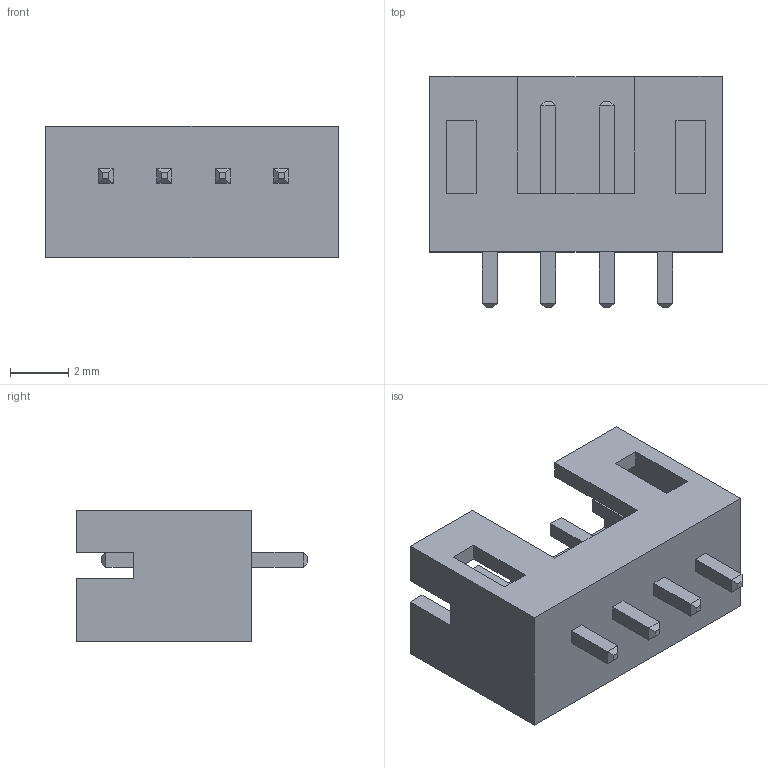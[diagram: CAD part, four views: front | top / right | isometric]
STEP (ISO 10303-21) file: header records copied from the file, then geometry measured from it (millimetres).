
FILE_DESCRIPTION (( 'STEP AP214' ), '1' );
FILE_NAME ('User Library-PCB HEADER (JST BxB-PH-K-S (VERTICAL)).STEP', '2018-07-11T00:44:41', ( '' ), ( '' ), 'SwSTEP 2.0', 'SolidWorks 2018', '' );
FILE_SCHEMA (( 'AUTOMOTIVE_DESIGN' ));
Length unit declared in the file: millimetre
Products named in the file (1): User Library-PCB HEADER (JST BxB-PH-K-S (VERTICAL))
Bounding box: 10 x 7.91 x 4.5 mm (x, y, z)
Volume: 142.8 mm3; surface area: 369 mm2
Topology: 1 solids, 1 shells, 98 faces, 238 edges, 148 vertices
Faces by surface type: plane 98
Entity records: 3600 total; most frequent: CARTESIAN_POINT 485, ORIENTED_EDGE 476, DIRECTION 436, VECTOR 238, EDGE_CURVE 238, LINE 238, VERTEX_POINT 148, EDGE_LOOP 108
